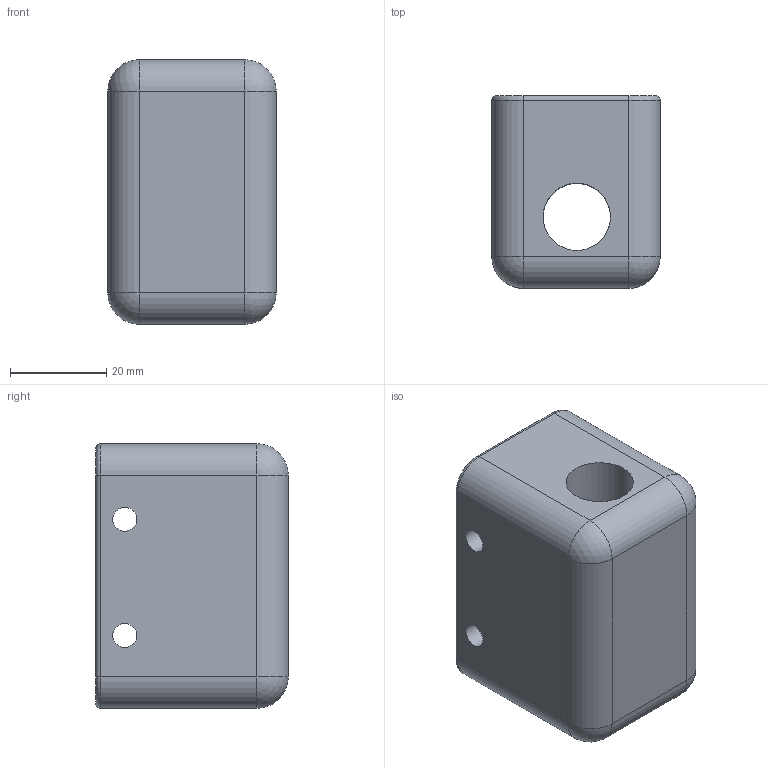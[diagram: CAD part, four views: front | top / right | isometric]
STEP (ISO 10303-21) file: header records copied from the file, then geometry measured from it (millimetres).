
FILE_DESCRIPTION(('Open CASCADE Model'),'2;1');
FILE_NAME('Open CASCADE Shape Model','2021-01-04T22:07:39',('Author'),( 'Open CASCADE'),'Open CASCADE STEP processor 7.4','Open CASCADE 7.4' ,'Unknown');
FILE_SCHEMA(('AUTOMOTIVE_DESIGN { 1 0 10303 214 1 1 1 1 }'));
Length unit declared in the file: millimetre
Products named in the file (1): Open CASCADE STEP translator 7.4 1
Bounding box: 35 x 40 x 55 mm (x, y, z)
Volume: 58871.2 mm3; surface area: 14557.8 mm2
Topology: 1 solids, 1 shells, 41 faces, 82 edges, 48 vertices
Faces by surface type: cylinder 21, plane 11, torus 5, sphere 4
Full cylindrical faces by diameter (mm): 4.917 x2, 5 x2, 8 x2, 14 x2, 15 x1
Entity records: 3009 total; most frequent: CARTESIAN_POINT 1274, DIRECTION 343, ORIENTED_EDGE 164, PCURVE 164, DEFINITIONAL_REPRESENTATION 164, LINE 161, VECTOR 161, AXIS2_PLACEMENT_3D 89
